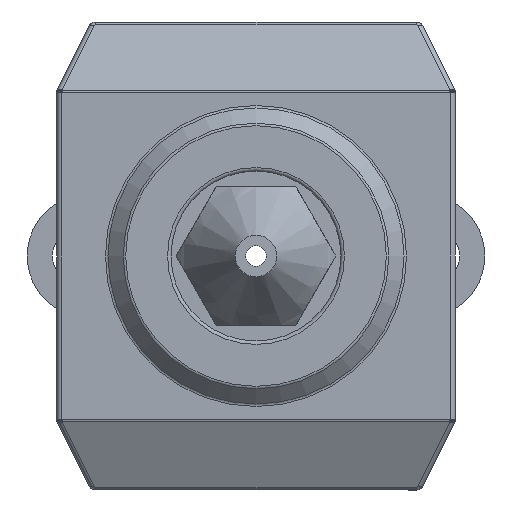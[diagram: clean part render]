
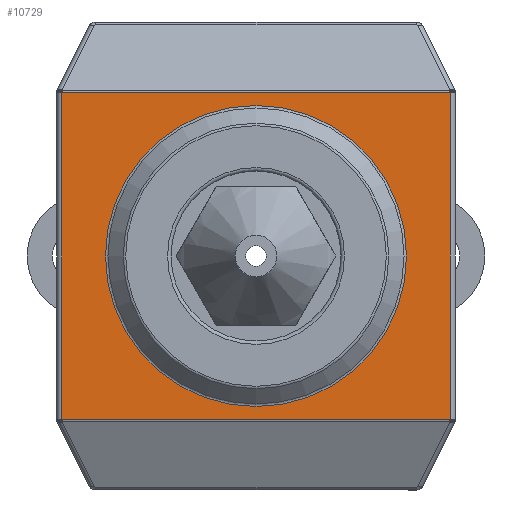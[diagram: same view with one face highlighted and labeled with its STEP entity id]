
A CAD part, front view. The second image highlights one B-rep face of the part: STEP entity #10729.
In plain terms, the highlighted face is planar.
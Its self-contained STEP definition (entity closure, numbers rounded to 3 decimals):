
#334=FACE_BOUND('',#1820,.T.);
#460=PLANE('',#12014);
#1113=FACE_OUTER_BOUND('',#1819,.T.);
#1819=EDGE_LOOP('',(#8731,#8732,#8733,#8734,#8735,#8736,#8737,#8738));
#1820=EDGE_LOOP('',(#8739));
#2520=LINE('',#23583,#3251);
#2521=LINE('',#23587,#3252);
#2522=LINE('',#23591,#3253);
#2523=LINE('',#23595,#3254);
#3251=VECTOR('',#14788,11.188);
#3252=VECTOR('',#14791,9.406);
#3253=VECTOR('',#14794,11.188);
#3254=VECTOR('',#14797,9.406);
#4098=CIRCLE('',#12015,0.05);
#4099=CIRCLE('',#12016,0.05);
#4100=CIRCLE('',#12017,0.05);
#4101=CIRCLE('',#12018,0.05);
#4102=CIRCLE('',#12019,4.341);
#4867=VERTEX_POINT('',#23581);
#4868=VERTEX_POINT('',#23582);
#4869=VERTEX_POINT('',#23584);
#4870=VERTEX_POINT('',#23586);
#4871=VERTEX_POINT('',#23588);
#4872=VERTEX_POINT('',#23590);
#4873=VERTEX_POINT('',#23592);
#4874=VERTEX_POINT('',#23594);
#4875=VERTEX_POINT('',#23597);
#6196=EDGE_CURVE('',#4867,#4868,#2520,.T.);
#6197=EDGE_CURVE('',#4868,#4869,#4098,.T.);
#6198=EDGE_CURVE('',#4869,#4870,#2521,.F.);
#6199=EDGE_CURVE('',#4870,#4871,#4099,.T.);
#6200=EDGE_CURVE('',#4871,#4872,#2522,.T.);
#6201=EDGE_CURVE('',#4872,#4873,#4100,.T.);
#6202=EDGE_CURVE('',#4873,#4874,#2523,.F.);
#6203=EDGE_CURVE('',#4874,#4867,#4101,.T.);
#6204=EDGE_CURVE('',#4875,#4875,#4102,.F.);
#8731=ORIENTED_EDGE('',*,*,#6196,.T.);
#8732=ORIENTED_EDGE('',*,*,#6197,.T.);
#8733=ORIENTED_EDGE('',*,*,#6198,.T.);
#8734=ORIENTED_EDGE('',*,*,#6199,.T.);
#8735=ORIENTED_EDGE('',*,*,#6200,.T.);
#8736=ORIENTED_EDGE('',*,*,#6201,.T.);
#8737=ORIENTED_EDGE('',*,*,#6202,.T.);
#8738=ORIENTED_EDGE('',*,*,#6203,.T.);
#8739=ORIENTED_EDGE('',*,*,#6204,.T.);
#10729=ADVANCED_FACE('',(#1113,#334),#460,.T.);
#12014=AXIS2_PLACEMENT_3D('',#23580,#14786,#14787);
#12015=AXIS2_PLACEMENT_3D('',#23585,#14789,#14790);
#12016=AXIS2_PLACEMENT_3D('',#23589,#14792,#14793);
#12017=AXIS2_PLACEMENT_3D('',#23593,#14795,#14796);
#12018=AXIS2_PLACEMENT_3D('',#23596,#14798,#14799);
#12019=AXIS2_PLACEMENT_3D('',#23598,#14800,#14801);
#14786=DIRECTION('center_axis',(0.,0.,-1.));
#14787=DIRECTION('ref_axis',(-1.,0.,0.));
#14788=DIRECTION('',(0.,1.,0.));
#14789=DIRECTION('center_axis',(0.,0.,-1.));
#14790=DIRECTION('ref_axis',(-1.,0.,0.));
#14791=DIRECTION('',(-1.,0.,0.));
#14792=DIRECTION('center_axis',(0.,0.,-1.));
#14793=DIRECTION('ref_axis',(-1.,0.,0.));
#14794=DIRECTION('',(0.,-1.,0.));
#14795=DIRECTION('center_axis',(0.,0.,-1.));
#14796=DIRECTION('ref_axis',(-1.,0.,0.));
#14797=DIRECTION('',(1.,0.,0.));
#14798=DIRECTION('center_axis',(0.,0.,-1.));
#14799=DIRECTION('ref_axis',(-1.,0.,0.));
#14800=DIRECTION('center_axis',(0.,0.,-1.));
#14801=DIRECTION('ref_axis',(-1.,0.,0.));
#23580=CARTESIAN_POINT('Origin',(0.,0.,-10.25));
#23581=CARTESIAN_POINT('',(-4.726,-5.594,-10.25));
#23582=CARTESIAN_POINT('',(-4.726,5.594,-10.25));
#23583=CARTESIAN_POINT('',(-4.726,-5.594,-10.25));
#23584=CARTESIAN_POINT('',(-4.703,5.6,-10.25));
#23585=CARTESIAN_POINT('Origin',(-4.703,5.55,-10.25));
#23586=CARTESIAN_POINT('',(4.703,5.6,-10.25));
#23587=CARTESIAN_POINT('',(4.703,5.6,-10.25));
#23588=CARTESIAN_POINT('',(4.726,5.594,-10.25));
#23589=CARTESIAN_POINT('Origin',(4.703,5.55,-10.25));
#23590=CARTESIAN_POINT('',(4.726,-5.594,-10.25));
#23591=CARTESIAN_POINT('',(4.726,5.594,-10.25));
#23592=CARTESIAN_POINT('',(4.703,-5.6,-10.25));
#23593=CARTESIAN_POINT('Origin',(4.703,-5.55,-10.25));
#23594=CARTESIAN_POINT('',(-4.703,-5.6,-10.25));
#23595=CARTESIAN_POINT('',(-4.703,-5.6,-10.25));
#23596=CARTESIAN_POINT('Origin',(-4.703,-5.55,-10.25));
#23597=CARTESIAN_POINT('',(4.341,0.,-10.25));
#23598=CARTESIAN_POINT('Origin',(0.,0.,-10.25));
